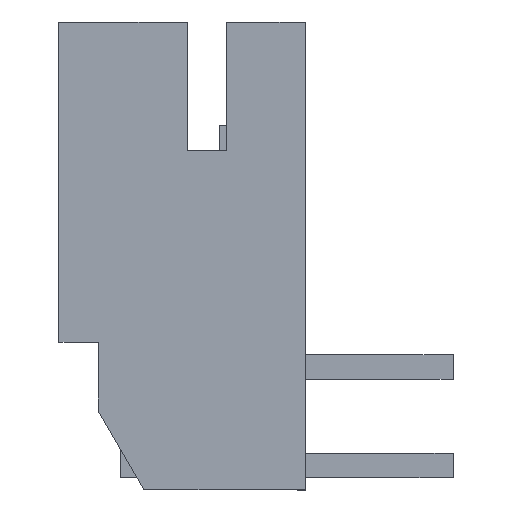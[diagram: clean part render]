
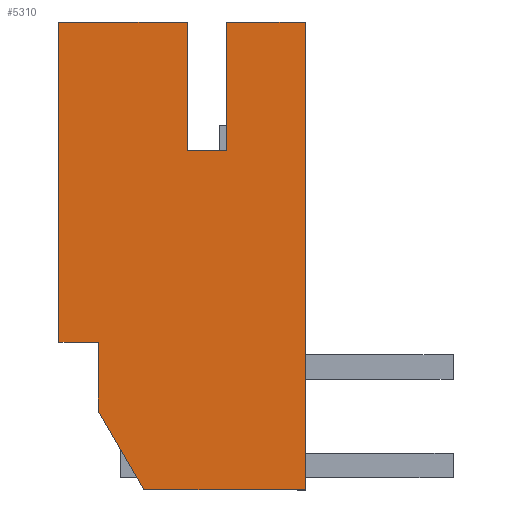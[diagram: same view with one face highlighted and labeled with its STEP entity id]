
A CAD part, left-side view. The second image highlights one B-rep face of the part: STEP entity #5310.
In plain terms, the highlighted planar face has unit normal (-1, 0, 0).
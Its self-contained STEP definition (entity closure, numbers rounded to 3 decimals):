
#2267 = CARTESIAN_POINT ( 'NONE',  ( -5.95, 5., -1.75 ) ) ;
#2268 = LINE ( 'NONE', #2267, #2283 ) ;
#2282 = DIRECTION ( 'NONE',  ( 0., -1., 0. ) ) ;
#2283 = VECTOR ( 'NONE', #2282, 1000. ) ;
#2328 = CARTESIAN_POINT ( 'NONE',  ( -5.95, 5., -1.75 ) ) ;
#2438 = CARTESIAN_POINT ( 'NONE',  ( -5.95, 0., 4.75 ) ) ;
#2859 = DIRECTION ( 'NONE',  ( 0., 1., 0. ) ) ;
#2860 = DIRECTION ( 'NONE',  ( 1., 0., 0. ) ) ;
#2861 = CARTESIAN_POINT ( 'NONE',  ( -5.95, 5., 4.75 ) ) ;
#2862 = AXIS2_PLACEMENT_3D ( 'NONE', #2861, #2860, #2859 ) ;
#2863 = PLANE ( 'NONE',  #2862 ) ;
#2865 = FACE_OUTER_BOUND ( 'NONE', #5311, .T. ) ;
#2893 = CARTESIAN_POINT ( 'NONE',  ( -5.95, 0., -4.75 ) ) ;
#2894 = DIRECTION ( 'NONE',  ( 0., 0., 1. ) ) ;
#2895 = VECTOR ( 'NONE', #2894, 1000. ) ;
#2896 = CARTESIAN_POINT ( 'NONE',  ( -5.95, 0., -1.75 ) ) ;
#2898 = CARTESIAN_POINT ( 'NONE',  ( -5.95, 5., 4.75 ) ) ;
#2941 = LINE ( 'NONE', #2896, #2895 ) ;
#2998 = DIRECTION ( 'NONE',  ( 0., 0., -1. ) ) ;
#2999 = VECTOR ( 'NONE', #2998, 1000. ) ;
#3000 = CARTESIAN_POINT ( 'NONE',  ( -5.95, 5., -1.75 ) ) ;
#3001 = LINE ( 'NONE', #3000, #2999 ) ;
#3065 = CARTESIAN_POINT ( 'NONE',  ( -5.95, 5., 4.75 ) ) ;
#3147 = CARTESIAN_POINT ( 'NONE',  ( -5.95, 2.4, 4.75 ) ) ;
#3148 = DIRECTION ( 'NONE',  ( 0., 1., 0. ) ) ;
#3149 = VECTOR ( 'NONE', #3148, 1000. ) ;
#3159 = LINE ( 'NONE', #3065, #3149 ) ;
#3160 = DIRECTION ( 'NONE',  ( 0., 0., -1. ) ) ;
#3161 = VECTOR ( 'NONE', #3160, 1000. ) ;
#3162 = CARTESIAN_POINT ( 'NONE',  ( -5.95, 2.4, 4.75 ) ) ;
#3163 = LINE ( 'NONE', #3162, #3161 ) ;
#3176 = DIRECTION ( 'NONE',  ( 0., 1., 0. ) ) ;
#3177 = VECTOR ( 'NONE', #3176, 1000. ) ;
#3178 = CARTESIAN_POINT ( 'NONE',  ( -5.95, 0., -4.75 ) ) ;
#3179 = LINE ( 'NONE', #3178, #3177 ) ;
#3200 = DIRECTION ( 'NONE',  ( 0., 0., 1. ) ) ;
#3201 = VECTOR ( 'NONE', #3200, 1000. ) ;
#3202 = CARTESIAN_POINT ( 'NONE',  ( -5.95, 1.6, 4.75 ) ) ;
#3203 = LINE ( 'NONE', #3202, #3201 ) ;
#3234 = CARTESIAN_POINT ( 'NONE',  ( -5.95, 4.2, -3.15 ) ) ;
#3235 = DIRECTION ( 'NONE',  ( 0., 0., 1. ) ) ;
#3236 = VECTOR ( 'NONE', #3235, 1000. ) ;
#3267 = CARTESIAN_POINT ( 'NONE',  ( -5.95, 4.2, -4.75 ) ) ;
#3268 = LINE ( 'NONE', #3267, #3236 ) ;
#3277 = CARTESIAN_POINT ( 'NONE',  ( -5.95, 2.4, 2.15 ) ) ;
#3289 = CARTESIAN_POINT ( 'NONE',  ( -5.95, 3.276, -4.75 ) ) ;
#3315 = CARTESIAN_POINT ( 'NONE',  ( -5.95, 1.6, 2.15 ) ) ;
#3325 = DIRECTION ( 'NONE',  ( 0., -1., 0. ) ) ;
#3326 = VECTOR ( 'NONE', #3325, 1000. ) ;
#3327 = CARTESIAN_POINT ( 'NONE',  ( -5.95, 2.4, 2.15 ) ) ;
#3328 = LINE ( 'NONE', #3327, #3326 ) ;
#3330 = DIRECTION ( 'NONE',  ( 0., -0.5, -0.866 ) ) ;
#3331 = VECTOR ( 'NONE', #3330, 1000. ) ;
#3364 = CARTESIAN_POINT ( 'NONE',  ( -5.95, 3.276, -4.75 ) ) ;
#3365 = LINE ( 'NONE', #3364, #3331 ) ;
#4857 = EDGE_CURVE ( 'NONE', #5134, #4903, #6962, .T. ) ;
#4882 = VERTEX_POINT ( 'NONE', #7110 ) ;
#4903 = VERTEX_POINT ( 'NONE', #7101 ) ;
#5068 = EDGE_CURVE ( 'NONE', #5081, #4882, #2268, .T. ) ;
#5081 = VERTEX_POINT ( 'NONE', #2328 ) ;
#5134 = VERTEX_POINT ( 'NONE', #2438 ) ;
#5273 = VERTEX_POINT ( 'NONE', #2898 ) ;
#5281 = EDGE_CURVE ( 'NONE', #5282, #5134, #2941, .T. ) ;
#5282 = VERTEX_POINT ( 'NONE', #2893 ) ;
#5310 = ADVANCED_FACE ( 'NONE', ( #2865 ), #2863, .F. ) ;
#5311 = EDGE_LOOP ( 'NONE', ( #5312, #5595, #5562, #5455, #5522, #5424, #5423, #5438, #5440, #5490, #5491 ) ) ;
#5312 = ORIENTED_EDGE ( 'NONE', *, *, #5519, .F. ) ;
#5362 = EDGE_CURVE ( 'NONE', #5273, #5081, #3001, .T. ) ;
#5390 = EDGE_CURVE ( 'NONE', #5391, #5273, #3159, .T. ) ;
#5391 = VERTEX_POINT ( 'NONE', #3147 ) ;
#5423 = ORIENTED_EDGE ( 'NONE', *, *, #5599, .F. ) ;
#5424 = ORIENTED_EDGE ( 'NONE', *, *, #5479, .F. ) ;
#5438 = ORIENTED_EDGE ( 'NONE', *, *, #5439, .F. ) ;
#5439 = EDGE_CURVE ( 'NONE', #5391, #5570, #3163, .T. ) ;
#5440 = ORIENTED_EDGE ( 'NONE', *, *, #5390, .T. ) ;
#5455 = ORIENTED_EDGE ( 'NONE', *, *, #5281, .T. ) ;
#5479 = EDGE_CURVE ( 'NONE', #5585, #4903, #3203, .T. ) ;
#5490 = ORIENTED_EDGE ( 'NONE', *, *, #5362, .T. ) ;
#5491 = ORIENTED_EDGE ( 'NONE', *, *, #5068, .T. ) ;
#5492 = EDGE_CURVE ( 'NONE', #5282, #5561, #3179, .T. ) ;
#5519 = EDGE_CURVE ( 'NONE', #5520, #4882, #3268, .T. ) ;
#5520 = VERTEX_POINT ( 'NONE', #3234 ) ;
#5522 = ORIENTED_EDGE ( 'NONE', *, *, #4857, .T. ) ;
#5561 = VERTEX_POINT ( 'NONE', #3289 ) ;
#5562 = ORIENTED_EDGE ( 'NONE', *, *, #5492, .F. ) ;
#5570 = VERTEX_POINT ( 'NONE', #3277 ) ;
#5585 = VERTEX_POINT ( 'NONE', #3315 ) ;
#5595 = ORIENTED_EDGE ( 'NONE', *, *, #5598, .T. ) ;
#5598 = EDGE_CURVE ( 'NONE', #5520, #5561, #3365, .T. ) ;
#5599 = EDGE_CURVE ( 'NONE', #5570, #5585, #3328, .T. ) ;
#6873 = DIRECTION ( 'NONE',  ( 0., 1., 0. ) ) ;
#6874 = VECTOR ( 'NONE', #6873, 1000. ) ;
#6961 = CARTESIAN_POINT ( 'NONE',  ( -5.95, 5., 4.75 ) ) ;
#6962 = LINE ( 'NONE', #6961, #6874 ) ;
#7101 = CARTESIAN_POINT ( 'NONE',  ( -5.95, 1.6, 4.75 ) ) ;
#7110 = CARTESIAN_POINT ( 'NONE',  ( -5.95, 4.2, -1.75 ) ) ;
